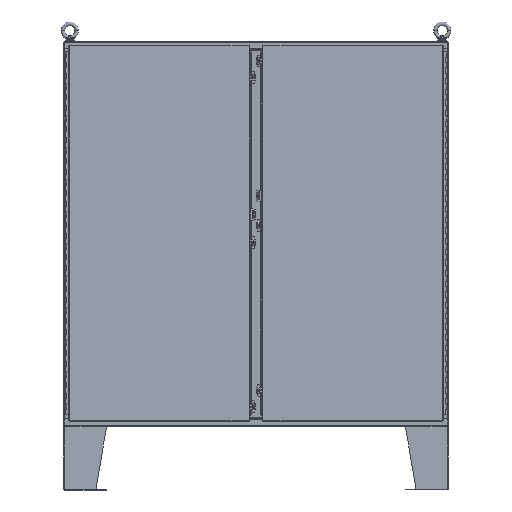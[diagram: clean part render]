
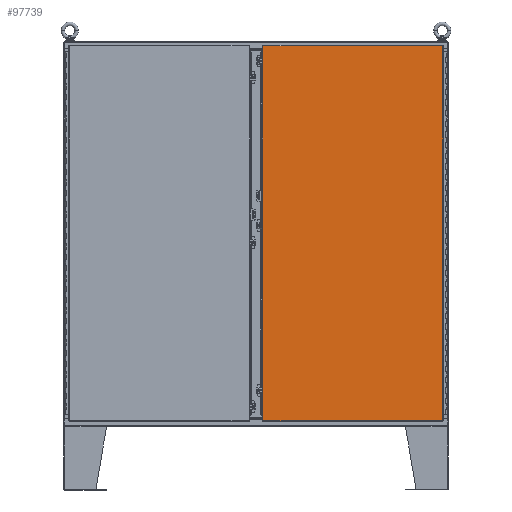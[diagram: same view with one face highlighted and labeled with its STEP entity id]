
A CAD part, front view. The second image highlights one B-rep face of the part: STEP entity #97739.
In plain terms, the highlighted planar face has unit normal (0, -1, 0).
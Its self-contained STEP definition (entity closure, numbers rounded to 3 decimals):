
#117 = ORIENTED_EDGE ( 'NONE', *, *, #121527, .F. ) ;
#835 = CARTESIAN_POINT ( 'NONE',  ( 35.014, -13.78, 35.257 ) ) ;
#2110 = CARTESIAN_POINT ( 'NONE',  ( 35.014, -13.78, -35.044 ) ) ;
#4564 = EDGE_CURVE ( 'NONE', #106071, #57927, #87805, .T. ) ;
#4826 = EDGE_LOOP ( 'NONE', ( #29302, #117, #50963, #69535 ) ) ;
#6784 = VECTOR ( 'NONE', #123600, 39.37 ) ;
#8994 = DIRECTION ( 'NONE',  ( 0., 1., 0. ) ) ;
#9721 = CARTESIAN_POINT ( 'NONE',  ( 1.299, -13.78, 35.257 ) ) ;
#14906 = CARTESIAN_POINT ( 'NONE',  ( 1.3, -13.78, -35.044 ) ) ;
#23922 = EDGE_CURVE ( 'NONE', #57927, #27631, #86001, .T. ) ;
#26764 = CARTESIAN_POINT ( 'NONE',  ( 35.014, -13.78, -35.044 ) ) ;
#27535 = EDGE_CURVE ( 'NONE', #27631, #79574, #43108, .T. ) ;
#27631 = VERTEX_POINT ( 'NONE', #84348 ) ;
#29302 = ORIENTED_EDGE ( 'NONE', *, *, #4564, .F. ) ;
#33669 = DIRECTION ( 'NONE',  ( 0., 0., 1. ) ) ;
#43108 = LINE ( 'NONE', #26764, #82401 ) ;
#44953 = CARTESIAN_POINT ( 'NONE',  ( 35.013, -13.78, 35.257 ) ) ;
#50963 = ORIENTED_EDGE ( 'NONE', *, *, #27535, .F. ) ;
#56543 = CARTESIAN_POINT ( 'NONE',  ( 1.3, -13.78, -35.044 ) ) ;
#57927 = VERTEX_POINT ( 'NONE', #44953 ) ;
#69535 = ORIENTED_EDGE ( 'NONE', *, *, #23922, .F. ) ;
#75954 = PLANE ( 'NONE',  #107793 ) ;
#79574 = VERTEX_POINT ( 'NONE', #56543 ) ;
#82401 = VECTOR ( 'NONE', #111298, 39.37 ) ;
#84348 = CARTESIAN_POINT ( 'NONE',  ( 35.014, -13.78, -35.044 ) ) ;
#86001 = LINE ( 'NONE', #2110, #6784 ) ;
#87805 = LINE ( 'NONE', #835, #102540 ) ;
#95359 = DIRECTION ( 'NONE',  ( 1., 0., 0. ) ) ;
#95947 = FACE_OUTER_BOUND ( 'NONE', #4826, .T. ) ;
#97739 = ADVANCED_FACE ( 'NONE', ( #95947 ), #75954, .F. ) ;
#101482 = VECTOR ( 'NONE', #33669, 39.37 ) ;
#102540 = VECTOR ( 'NONE', #95359, 39.37 ) ;
#104098 = CARTESIAN_POINT ( 'NONE',  ( 35.014, -13.78, -35.044 ) ) ;
#106071 = VERTEX_POINT ( 'NONE', #9721 ) ;
#107793 = AXIS2_PLACEMENT_3D ( 'NONE', #104098, #8994, #114116 ) ;
#111298 = DIRECTION ( 'NONE',  ( -1., 0., 0. ) ) ;
#114116 = DIRECTION ( 'NONE',  ( 0., 0., -1. ) ) ;
#119427 = LINE ( 'NONE', #14906, #101482 ) ;
#121527 = EDGE_CURVE ( 'NONE', #79574, #106071, #119427, .T. ) ;
#123600 = DIRECTION ( 'NONE',  ( 0., 0., -1. ) ) ;
